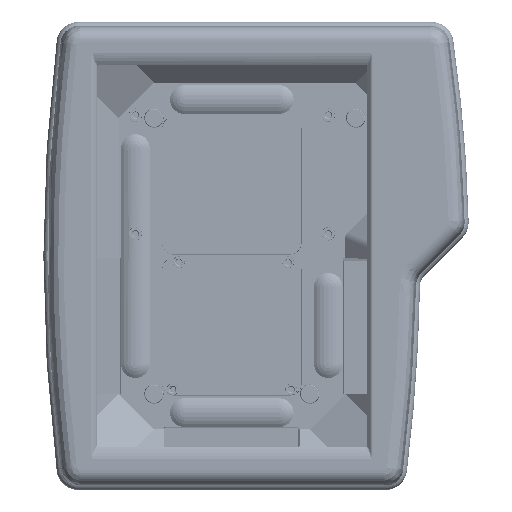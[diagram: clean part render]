
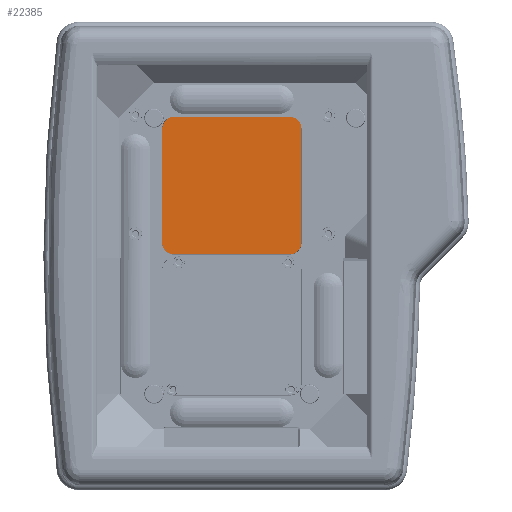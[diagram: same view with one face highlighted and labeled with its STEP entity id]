
A CAD part, top view. The second image highlights one B-rep face of the part: STEP entity #22385.
In plain terms, the highlighted planar face has unit normal (0, 0, 1).
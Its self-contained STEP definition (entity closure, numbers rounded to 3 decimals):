
#2371 = ORIENTED_EDGE ( 'NONE', *, *, #145827, .F. ) ;
#7013 = CARTESIAN_POINT ( 'NONE',  ( 39., 86., -43. ) ) ;
#13259 = AXIS2_PLACEMENT_3D ( 'NONE', #38890, #97127, #155429 ) ;
#16374 = DIRECTION ( 'NONE',  ( -1., 0., 0. ) ) ;
#17657 = CARTESIAN_POINT ( 'NONE',  ( -46.843, 9., -43. ) ) ;
#17853 = DIRECTION ( 'NONE',  ( 0., 0., -1. ) ) ;
#18357 = AXIS2_PLACEMENT_3D ( 'NONE', #105690, #17853, #76066 ) ;
#20038 = VERTEX_POINT ( 'NONE', #35353 ) ;
#22385 = ADVANCED_FACE ( 'NONE', ( #125699 ), #50227, .T. ) ;
#23343 = CARTESIAN_POINT ( 'NONE',  ( 39., 93.843, -43. ) ) ;
#26414 = CARTESIAN_POINT ( 'NONE',  ( -39., 1.157, -43. ) ) ;
#27735 = ORIENTED_EDGE ( 'NONE', *, *, #61271, .F. ) ;
#28197 = DIRECTION ( 'NONE',  ( 0., 0., 1. ) ) ;
#35353 = CARTESIAN_POINT ( 'NONE',  ( 46.843, 9., -43. ) ) ;
#35465 = ORIENTED_EDGE ( 'NONE', *, *, #145300, .F. ) ;
#37743 = ORIENTED_EDGE ( 'NONE', *, *, #76080, .F. ) ;
#38890 = CARTESIAN_POINT ( 'NONE',  ( -39., 9., -43. ) ) ;
#42675 = CIRCLE ( 'NONE', #18357, 7.843 ) ;
#43723 = AXIS2_PLACEMENT_3D ( 'NONE', #7013, #151292, #179878 ) ;
#44875 = LINE ( 'NONE', #101256, #143519 ) ;
#46289 = LINE ( 'NONE', #75896, #63790 ) ;
#50227 = PLANE ( 'NONE',  #152692 ) ;
#51685 = DIRECTION ( 'NONE',  ( 0., 0., -1. ) ) ;
#61271 = EDGE_CURVE ( 'NONE', #20038, #129454, #42675, .T. ) ;
#63790 = VECTOR ( 'NONE', #144778, 1000. ) ;
#64875 = ORIENTED_EDGE ( 'NONE', *, *, #74787, .F. ) ;
#65308 = EDGE_CURVE ( 'NONE', #119816, #144502, #92589, .T. ) ;
#65650 = LINE ( 'NONE', #183167, #139134 ) ;
#66932 = CARTESIAN_POINT ( 'NONE',  ( -39., 86., -43. ) ) ;
#67860 = DIRECTION ( 'NONE',  ( -1., 0., 0. ) ) ;
#72622 = AXIS2_PLACEMENT_3D ( 'NONE', #66932, #51685, #67860 ) ;
#74004 = VERTEX_POINT ( 'NONE', #26414 ) ;
#74787 = EDGE_CURVE ( 'NONE', #74004, #144624, #95618, .T. ) ;
#75896 = CARTESIAN_POINT ( 'NONE',  ( -46.843, 47.5, -43. ) ) ;
#76066 = DIRECTION ( 'NONE',  ( -1., 0., 0. ) ) ;
#76080 = EDGE_CURVE ( 'NONE', #96274, #119816, #65650, .T. ) ;
#79102 = DIRECTION ( 'NONE',  ( 1., 0., 0. ) ) ;
#83624 = CARTESIAN_POINT ( 'NONE',  ( -46.843, 1.157, -43. ) ) ;
#92589 = CIRCLE ( 'NONE', #43723, 7.843 ) ;
#92678 = LINE ( 'NONE', #176814, #94619 ) ;
#94619 = VECTOR ( 'NONE', #16374, 1000. ) ;
#95618 = CIRCLE ( 'NONE', #13259, 7.843 ) ;
#96274 = VERTEX_POINT ( 'NONE', #166046 ) ;
#97127 = DIRECTION ( 'NONE',  ( 0., 0., -1. ) ) ;
#101256 = CARTESIAN_POINT ( 'NONE',  ( 46.843, 47.5, -43. ) ) ;
#105690 = CARTESIAN_POINT ( 'NONE',  ( 39., 9., -43. ) ) ;
#108849 = EDGE_CURVE ( 'NONE', #144502, #20038, #44875, .T. ) ;
#112302 = CIRCLE ( 'NONE', #72622, 7.843 ) ;
#115143 = DIRECTION ( 'NONE',  ( 1., 0., 0. ) ) ;
#119816 = VERTEX_POINT ( 'NONE', #23343 ) ;
#125699 = FACE_OUTER_BOUND ( 'NONE', #138290, .T. ) ;
#129454 = VERTEX_POINT ( 'NONE', #185998 ) ;
#136833 = EDGE_CURVE ( 'NONE', #166649, #96274, #112302, .T. ) ;
#136901 = CARTESIAN_POINT ( 'NONE',  ( -46.843, 86., -43. ) ) ;
#138290 = EDGE_LOOP ( 'NONE', ( #35465, #64875, #2371, #27735, #185559, #139414, #37743, #163585 ) ) ;
#139134 = VECTOR ( 'NONE', #79102, 1000. ) ;
#139414 = ORIENTED_EDGE ( 'NONE', *, *, #65308, .F. ) ;
#143519 = VECTOR ( 'NONE', #174824, 1000. ) ;
#144502 = VERTEX_POINT ( 'NONE', #173362 ) ;
#144624 = VERTEX_POINT ( 'NONE', #17657 ) ;
#144778 = DIRECTION ( 'NONE',  ( 0., 1., 0. ) ) ;
#145300 = EDGE_CURVE ( 'NONE', #144624, #166649, #46289, .T. ) ;
#145827 = EDGE_CURVE ( 'NONE', #129454, #74004, #92678, .T. ) ;
#151292 = DIRECTION ( 'NONE',  ( 0., 0., -1. ) ) ;
#152692 = AXIS2_PLACEMENT_3D ( 'NONE', #83624, #28197, #115143 ) ;
#155429 = DIRECTION ( 'NONE',  ( -1., 0., 0. ) ) ;
#163585 = ORIENTED_EDGE ( 'NONE', *, *, #136833, .F. ) ;
#166046 = CARTESIAN_POINT ( 'NONE',  ( -39., 93.843, -43. ) ) ;
#166649 = VERTEX_POINT ( 'NONE', #136901 ) ;
#173362 = CARTESIAN_POINT ( 'NONE',  ( 46.843, 86., -43. ) ) ;
#174824 = DIRECTION ( 'NONE',  ( 0., -1., 0. ) ) ;
#176814 = CARTESIAN_POINT ( 'NONE',  ( 0., 1.157, -43. ) ) ;
#179878 = DIRECTION ( 'NONE',  ( -1., 0., 0. ) ) ;
#183167 = CARTESIAN_POINT ( 'NONE',  ( 0., 93.843, -43. ) ) ;
#185559 = ORIENTED_EDGE ( 'NONE', *, *, #108849, .F. ) ;
#185998 = CARTESIAN_POINT ( 'NONE',  ( 39., 1.157, -43. ) ) ;
